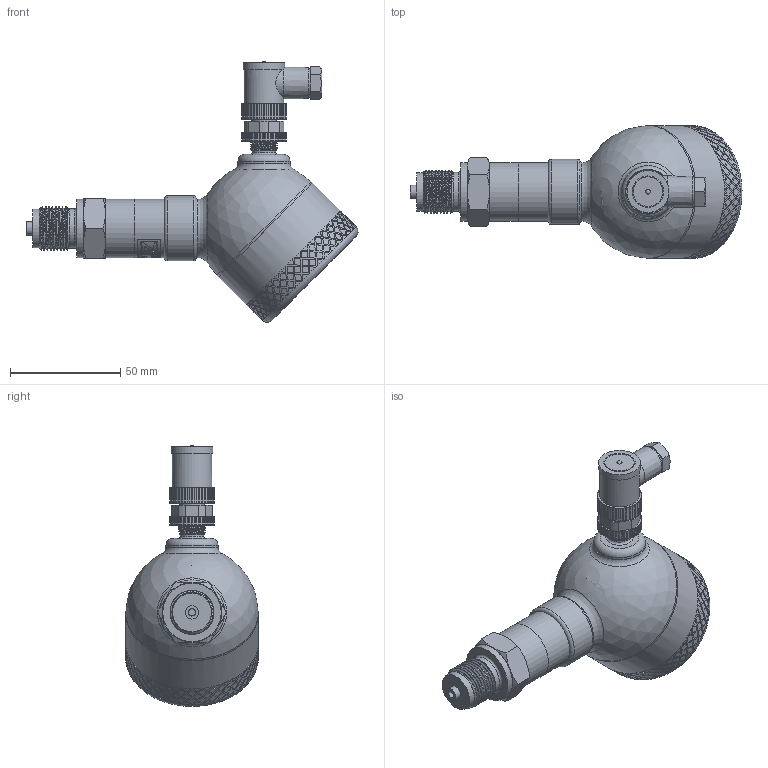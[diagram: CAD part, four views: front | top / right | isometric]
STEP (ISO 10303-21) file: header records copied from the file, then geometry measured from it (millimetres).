
FILE_DESCRIPTION(/* description */ (''),/* implementation_level */ '2;1');
FILE_NAME(/* name */ 'APZ3421FH_2_M12x1-angular_display.step',/* time_stamp */ '2021-06-30T15:10:41+03:00',/* author */ (''),/* organization */ (''),/* preprocessor_version */ 'ST-DEVELOPER v18.1',/* originating_system */ 'Autodesk Translation Framework v10.9.0.1377',/* authorisation */ '');
FILE_SCHEMA (('AUTOMOTIVE_DESIGN { 1 0 10303 214 3 1 1 }'));
Length unit declared in the file: millimetre
Products named in the file (8): Полевой корпус 
3420 3421 3230 заполненный; M20x1,5 EN; FieldHousing Assembly v16; main body; Дисплей; Крышка для 
дисплея; Адаптер М12х1; M12x1 female angular v10
Assembly tree (7 placements, depth 3):
  Полевой корпус 
3420 3421 3230 заполненный
    M20x1,5 EN
    FieldHousing Assembly v16
      main body
      Дисплей
      Крышка для 
дисплея
      Адаптер М12х1
      M12x1 female angular v10
Bounding box: 150.38 x 60.1 x 118.16 mm (x, y, z)
Volume: 185599.4 mm3; surface area: 53482.2 mm2
Topology: 15 solids, 15 shells, 1776 faces, 4524 edges, 2990 vertices
Faces by surface type: bspline 924, cylinder 521, plane 280, cone 28, torus 19, sphere 4
Full cylindrical faces by diameter (mm): 1 x4, 3.3 x1, 5 x4, 6 x1, 7 x1, 8 x1, 9.3 x1, 9.471 x2, 10.5 x2, 10.741 x7, 11.035 x4, 11.156 x1, 11.884 x6, 12.152 x4, 13 x1, 17.5 x1, 17.8 x1, 18 x1, 18.137 x8, 19 x1, 19.7 x1, 19.85 x7, 21.6 x1, 22.4 x1, 23.6 x1, 24.5 x2, 26.5 x3, 29.5 x1, 41 x3, 46 x2
Entity records: 73047 total; most frequent: CARTESIAN_POINT 37083, ORIENTED_EDGE 9046, EDGE_CURVE 4523, DIRECTION 4371, VERTEX_POINT 2990, B_SPLINE_CURVE_WITH_KNOTS 2675, EDGE_LOOP 2025, FACE_OUTER_BOUND 1776
